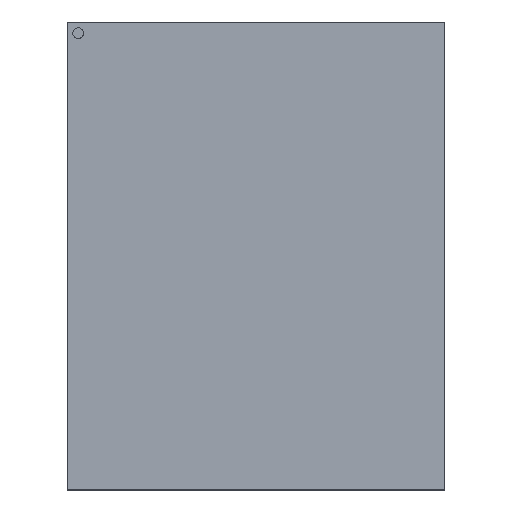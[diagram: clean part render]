
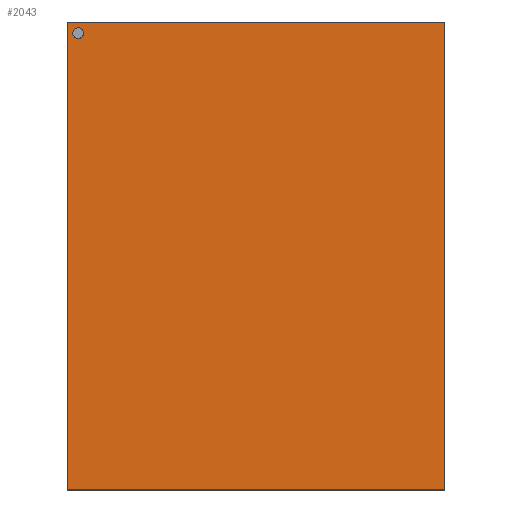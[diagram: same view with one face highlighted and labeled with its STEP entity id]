
A CAD part, top view. The second image highlights one B-rep face of the part: STEP entity #2043.
In plain terms, the highlighted planar face has unit normal (0, 0, 1).
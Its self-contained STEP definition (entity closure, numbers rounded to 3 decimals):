
#774 = VERTEX_POINT('',#775);
#775 = CARTESIAN_POINT('',(-5.25,6.5,1.2));
#783 = VERTEX_POINT('',#784);
#784 = CARTESIAN_POINT('',(5.25,6.5,1.2));
#790 = EDGE_CURVE('',#774,#783,#791,.T.);
#791 = LINE('',#792,#793);
#792 = CARTESIAN_POINT('',(-5.25,6.5,1.2));
#793 = VECTOR('',#794,1.);
#794 = DIRECTION('',(1.,0.,0.));
#806 = EDGE_CURVE('',#783,#807,#809,.T.);
#807 = VERTEX_POINT('',#808);
#808 = CARTESIAN_POINT('',(5.25,-6.5,1.2));
#809 = LINE('',#810,#811);
#810 = CARTESIAN_POINT('',(5.25,6.5,1.2));
#811 = VECTOR('',#812,1.);
#812 = DIRECTION('',(0.,-1.,0.));
#830 = EDGE_CURVE('',#774,#831,#833,.T.);
#831 = VERTEX_POINT('',#832);
#832 = CARTESIAN_POINT('',(-5.25,-6.5,1.2));
#833 = LINE('',#834,#835);
#834 = CARTESIAN_POINT('',(-5.25,6.5,1.2));
#835 = VECTOR('',#836,1.);
#836 = DIRECTION('',(0.,-1.,0.));
#855 = EDGE_CURVE('',#831,#807,#856,.T.);
#856 = LINE('',#857,#858);
#857 = CARTESIAN_POINT('',(-5.25,-6.5,1.2));
#858 = VECTOR('',#859,1.);
#859 = DIRECTION('',(1.,0.,0.));
#2043 = ADVANCED_FACE('',(#2044,#2050),#2061,.T.);
#2044 = FACE_BOUND('',#2045,.T.);
#2045 = EDGE_LOOP('',(#2046,#2047,#2048,#2049));
#2046 = ORIENTED_EDGE('',*,*,#790,.F.);
#2047 = ORIENTED_EDGE('',*,*,#830,.T.);
#2048 = ORIENTED_EDGE('',*,*,#855,.T.);
#2049 = ORIENTED_EDGE('',*,*,#806,.F.);
#2050 = FACE_BOUND('',#2051,.T.);
#2051 = EDGE_LOOP('',(#2052));
#2052 = ORIENTED_EDGE('',*,*,#2053,.T.);
#2053 = EDGE_CURVE('',#2054,#2054,#2056,.T.);
#2054 = VERTEX_POINT('',#2055);
#2055 = CARTESIAN_POINT('',(-4.94,6.04,1.2));
#2056 = CIRCLE('',#2057,0.15);
#2057 = AXIS2_PLACEMENT_3D('',#2058,#2059,#2060);
#2058 = CARTESIAN_POINT('',(-4.94,6.19,1.2));
#2059 = DIRECTION('',(-0.,0.,-1.));
#2060 = DIRECTION('',(0.,-1.,0.));
#2061 = PLANE('',#2062);
#2062 = AXIS2_PLACEMENT_3D('',#2063,#2064,#2065);
#2063 = CARTESIAN_POINT('',(-5.25,6.5,1.2));
#2064 = DIRECTION('',(0.,0.,1.));
#2065 = DIRECTION('',(0.,-1.,0.));
